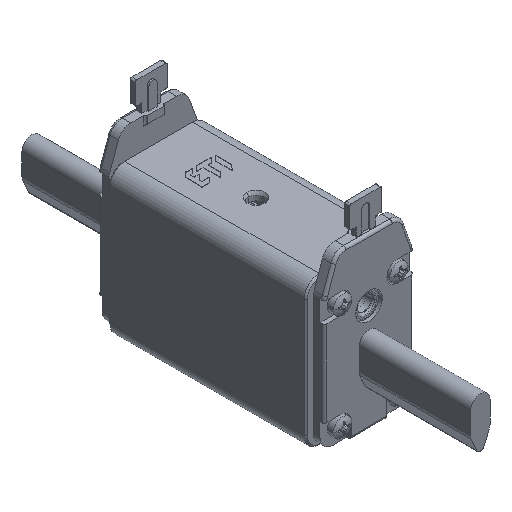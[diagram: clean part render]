
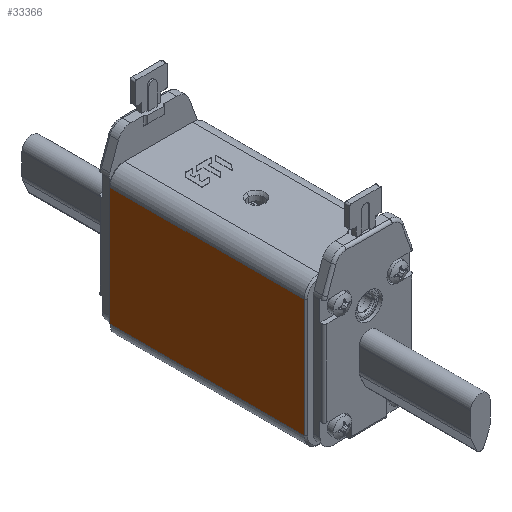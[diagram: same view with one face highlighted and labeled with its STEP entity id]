
A CAD part, isometric view. The second image highlights one B-rep face of the part: STEP entity #33366.
In plain terms, the highlighted planar face has unit normal (-1, 0, 0).
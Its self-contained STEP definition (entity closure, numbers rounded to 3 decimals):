
#2136=DIRECTION('',(0.,1.,0.));
#2137=VECTOR('',#2136,58.5);
#2138=CARTESIAN_POINT('',(-14.75,-29.25,17.8));
#2139=LINE('',#2138,#2137);
#2563=DIRECTION('',(0.,0.,1.));
#2564=VECTOR('',#2563,35.6);
#2565=CARTESIAN_POINT('',(-14.75,29.25,-17.8));
#2566=LINE('',#2565,#2564);
#2584=DIRECTION('',(0.,0.,-1.));
#2585=VECTOR('',#2584,35.6);
#2586=CARTESIAN_POINT('',(-14.75,-29.25,17.8));
#2587=LINE('',#2586,#2585);
#2642=DIRECTION('',(0.,-1.,0.));
#2643=VECTOR('',#2642,58.5);
#2644=CARTESIAN_POINT('',(-14.75,29.25,-17.8));
#2645=LINE('',#2644,#2643);
#27097=CARTESIAN_POINT('',(-14.75,29.25,17.8));
#27098=VERTEX_POINT('',#27097);
#27101=CARTESIAN_POINT('',(-14.75,29.25,-17.8));
#27102=VERTEX_POINT('',#27101);
#27129=CARTESIAN_POINT('',(-14.75,-29.25,17.8));
#27130=VERTEX_POINT('',#27129);
#27133=CARTESIAN_POINT('',(-14.75,-29.25,-17.8));
#27134=VERTEX_POINT('',#27133);
#33353=CARTESIAN_POINT('',(-14.75,0.,0.));
#33354=DIRECTION('',(1.,0.,0.));
#33355=DIRECTION('',(0.,1.,0.));
#33356=AXIS2_PLACEMENT_3D('',#33353,#33354,#33355);
#33357=PLANE('',#33356);
#33358=ORIENTED_EDGE('',*,*,#33179,.F.);
#33360=ORIENTED_EDGE('',*,*,#33359,.T.);
#33362=ORIENTED_EDGE('',*,*,#33361,.F.);
#33363=ORIENTED_EDGE('',*,*,#33343,.T.);
#33364=EDGE_LOOP('',(#33358,#33360,#33362,#33363));
#33365=FACE_OUTER_BOUND('',#33364,.F.);
#33366=ADVANCED_FACE('',(#33365),#33357,.F.);
#33179=EDGE_CURVE('',#27130,#27098,#2139,.T.);
#33343=EDGE_CURVE('',#27102,#27098,#2566,.T.);
#33359=EDGE_CURVE('',#27130,#27134,#2587,.T.);
#33361=EDGE_CURVE('',#27102,#27134,#2645,.T.);
